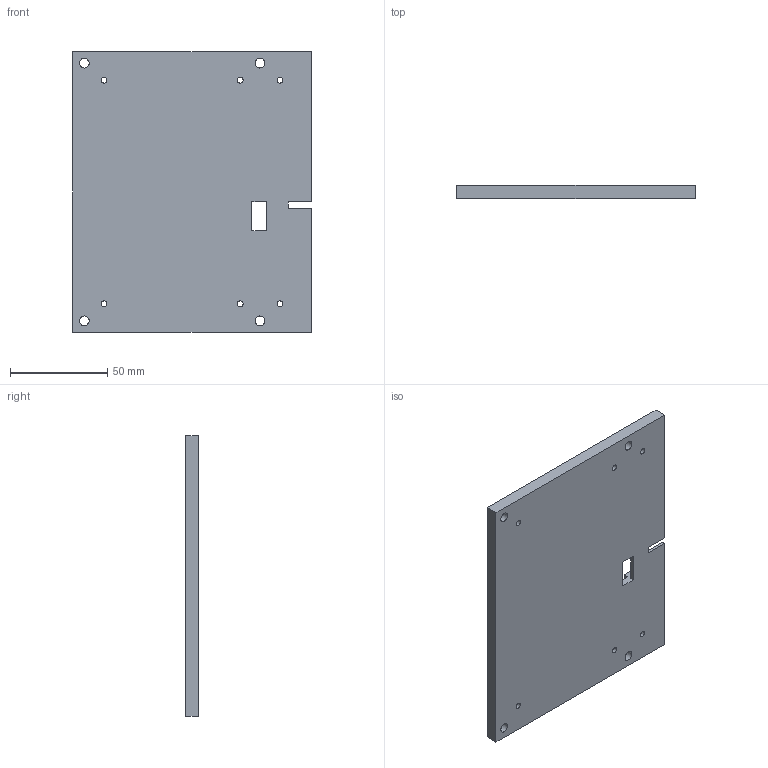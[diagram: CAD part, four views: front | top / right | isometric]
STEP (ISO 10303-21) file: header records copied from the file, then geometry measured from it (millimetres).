
FILE_DESCRIPTION(/* description */ (''),/* implementation_level */ '2;1');
FILE_NAME(/* name */ 'AxionPlateHolder_CNC_ClampBottom_Plastic.step',/* time_stamp */ '2021-06-24T11:31:02-07:00',/* author */ (''),/* organization */ (''),/* preprocessor_version */ 'ST-DEVELOPER v18.1',/* originating_system */ 'Autodesk Translation Framework v10.9.0.1377',/* authorisation */ '');
FILE_SCHEMA (('AUTOMOTIVE_DESIGN { 1 0 10303 214 3 1 1 }'));
Length unit declared in the file: millimetre
Products named in the file (1): AxionPlateHolder_CNC_ClampBottom
Bounding box: 122.85 x 6.45 x 144.5 mm (x, y, z)
Volume: 107357.4 mm3; surface area: 41862.6 mm2
Topology: 1 solids, 1 shells, 55 faces, 141 edges, 94 vertices
Faces by surface type: plane 39, cylinder 16
Full cylindrical faces by diameter (mm): 3 x6, 5 x10
Entity records: 1744 total; most frequent: CARTESIAN_POINT 291, DIRECTION 285, ORIENTED_EDGE 282, EDGE_CURVE 141, LINE 109, VECTOR 109, VERTEX_POINT 94, AXIS2_PLACEMENT_3D 88
